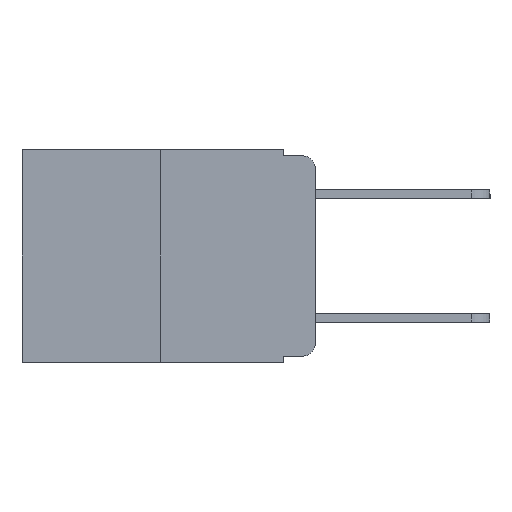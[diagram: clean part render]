
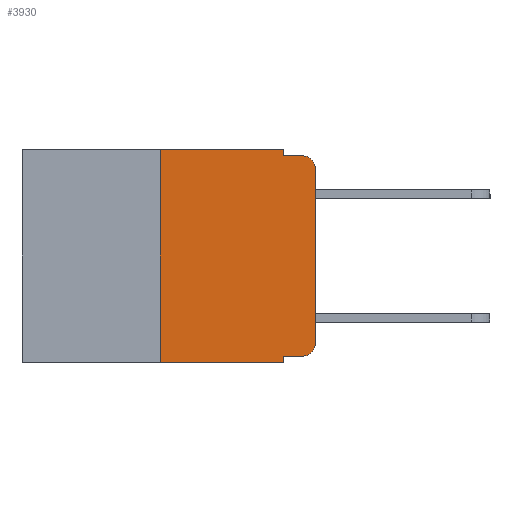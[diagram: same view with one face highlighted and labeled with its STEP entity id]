
A CAD part, left-side view. The second image highlights one B-rep face of the part: STEP entity #3930.
In plain terms, the highlighted planar face has unit normal (-1, 0, 0).
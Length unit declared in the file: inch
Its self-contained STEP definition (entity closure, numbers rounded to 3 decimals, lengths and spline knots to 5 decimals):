
#209 = EDGE_CURVE ( 'NONE', #7994, #11930, #13632, .T. ) ;
#243 = EDGE_CURVE ( 'NONE', #15715, #4910, #15637, .T. ) ;
#414 = ORIENTED_EDGE ( 'NONE', *, *, #13337, .F. ) ;
#745 = EDGE_CURVE ( 'NONE', #15715, #2021, #7916, .T. ) ;
#964 = EDGE_CURVE ( 'NONE', #2021, #11064, #5223, .T. ) ;
#982 = DIRECTION ( 'NONE',  ( 0., 0., -1. ) ) ;
#1253 = CARTESIAN_POINT ( 'NONE',  ( 0., 0., -0.03 ) ) ;
#1750 = CARTESIAN_POINT ( 'NONE',  ( 0., 0.02, -0.333 ) ) ;
#1834 = ORIENTED_EDGE ( 'NONE', *, *, #14815, .F. ) ;
#1862 = AXIS2_PLACEMENT_3D ( 'NONE', #16228, #9358, #982 ) ;
#2006 = CIRCLE ( 'NONE', #1862, 0.02 ) ;
#2021 = VERTEX_POINT ( 'NONE', #1750 ) ;
#2112 = ORIENTED_EDGE ( 'NONE', *, *, #11825, .F. ) ;
#2238 = VECTOR ( 'NONE', #3759, 39.37008 ) ;
#2445 = VECTOR ( 'NONE', #6210, 39.37008 ) ;
#2759 = CARTESIAN_POINT ( 'NONE',  ( 0., 0.25, -0.343 ) ) ;
#3123 = ORIENTED_EDGE ( 'NONE', *, *, #6819, .T. ) ;
#3331 = VECTOR ( 'NONE', #6591, 39.37008 ) ;
#3534 = ORIENTED_EDGE ( 'NONE', *, *, #14231, .T. ) ;
#3759 = DIRECTION ( 'NONE',  ( 0., 0., -1. ) ) ;
#3798 = CARTESIAN_POINT ( 'NONE',  ( 0., 0.051, -0.01 ) ) ;
#3884 = VECTOR ( 'NONE', #11636, 39.37008 ) ;
#3930 = ADVANCED_FACE ( 'NONE', ( #11751 ), #12853, .F. ) ;
#4135 = DIRECTION ( 'NONE',  ( -1., 0., 0. ) ) ;
#4221 = CARTESIAN_POINT ( 'NONE',  ( 0., 0.02, -0.313 ) ) ;
#4585 = VERTEX_POINT ( 'NONE', #3798 ) ;
#4692 = VERTEX_POINT ( 'NONE', #1253 ) ;
#4910 = VERTEX_POINT ( 'NONE', #7541 ) ;
#5223 = CIRCLE ( 'NONE', #10381, 0.02 ) ;
#5736 = CARTESIAN_POINT ( 'NONE',  ( 0., 0.051, -0.01 ) ) ;
#6210 = DIRECTION ( 'NONE',  ( 0., -1., 0. ) ) ;
#6317 = CARTESIAN_POINT ( 'NONE',  ( 0., 0., -0.313 ) ) ;
#6352 = DIRECTION ( 'NONE',  ( 0., 0., 1. ) ) ;
#6503 = ORIENTED_EDGE ( 'NONE', *, *, #209, .F. ) ;
#6543 = ORIENTED_EDGE ( 'NONE', *, *, #7097, .T. ) ;
#6591 = DIRECTION ( 'NONE',  ( 0., -1., 0. ) ) ;
#6617 = ORIENTED_EDGE ( 'NONE', *, *, #243, .F. ) ;
#6744 = CARTESIAN_POINT ( 'NONE',  ( 0., 0., 0. ) ) ;
#6819 = EDGE_CURVE ( 'NONE', #4692, #10094, #2006, .T. ) ;
#7054 = DIRECTION ( 'NONE',  ( 0., -1., 0. ) ) ;
#7097 = EDGE_CURVE ( 'NONE', #7994, #4910, #10042, .T. ) ;
#7541 = CARTESIAN_POINT ( 'NONE',  ( 0., 0.051, -0.343 ) ) ;
#7902 = ORIENTED_EDGE ( 'NONE', *, *, #964, .T. ) ;
#7916 = LINE ( 'NONE', #12167, #3884 ) ;
#7994 = VERTEX_POINT ( 'NONE', #2759 ) ;
#8107 = DIRECTION ( 'NONE',  ( 0., 0., 1. ) ) ;
#8314 = ORIENTED_EDGE ( 'NONE', *, *, #745, .T. ) ;
#8323 = CARTESIAN_POINT ( 'NONE',  ( 0., 0.051, 0. ) ) ;
#9358 = DIRECTION ( 'NONE',  ( -1., 0., 0. ) ) ;
#10020 = CARTESIAN_POINT ( 'NONE',  ( 0., 0.473, -0.343 ) ) ;
#10033 = CARTESIAN_POINT ( 'NONE',  ( 0., 0.02, -0.01 ) ) ;
#10042 = LINE ( 'NONE', #10020, #2445 ) ;
#10094 = VERTEX_POINT ( 'NONE', #10033 ) ;
#10381 = AXIS2_PLACEMENT_3D ( 'NONE', #4221, #4135, #12216 ) ;
#10545 = CARTESIAN_POINT ( 'NONE',  ( 0., 0.25, 0. ) ) ;
#10960 = VERTEX_POINT ( 'NONE', #15738 ) ;
#11064 = VERTEX_POINT ( 'NONE', #6317 ) ;
#11070 = EDGE_LOOP ( 'NONE', ( #3534, #3123, #2112, #1834, #414, #6503, #6543, #6617, #8314, #7902 ) ) ;
#11478 = AXIS2_PLACEMENT_3D ( 'NONE', #12802, #12923, #12906 ) ;
#11636 = DIRECTION ( 'NONE',  ( 0., -1., 0. ) ) ;
#11751 = FACE_OUTER_BOUND ( 'NONE', #11070, .T. ) ;
#11825 = EDGE_CURVE ( 'NONE', #4585, #10094, #16594, .T. ) ;
#11930 = VERTEX_POINT ( 'NONE', #12037 ) ;
#12001 = CARTESIAN_POINT ( 'NONE',  ( 0., 0.051, 0. ) ) ;
#12037 = CARTESIAN_POINT ( 'NONE',  ( 0., 0.25, 0. ) ) ;
#12167 = CARTESIAN_POINT ( 'NONE',  ( 0., 0.051, -0.333 ) ) ;
#12216 = DIRECTION ( 'NONE',  ( 0., 0., -1. ) ) ;
#12597 = VECTOR ( 'NONE', #16423, 39.37008 ) ;
#12674 = CARTESIAN_POINT ( 'NONE',  ( 0., 0.473, 0. ) ) ;
#12802 = CARTESIAN_POINT ( 'NONE',  ( 0., 0.473, 0. ) ) ;
#12853 = PLANE ( 'NONE',  #11478 ) ;
#12906 = DIRECTION ( 'NONE',  ( 0., 0., -1. ) ) ;
#12923 = DIRECTION ( 'NONE',  ( 1., 0., 0. ) ) ;
#13274 = VECTOR ( 'NONE', #6352, 39.37008 ) ;
#13314 = VECTOR ( 'NONE', #8107, 39.37008 ) ;
#13337 = EDGE_CURVE ( 'NONE', #11930, #10960, #15335, .T. ) ;
#13557 = VECTOR ( 'NONE', #7054, 39.37008 ) ;
#13632 = LINE ( 'NONE', #10545, #13274 ) ;
#13680 = LINE ( 'NONE', #6744, #13314 ) ;
#14231 = EDGE_CURVE ( 'NONE', #11064, #4692, #13680, .T. ) ;
#14815 = EDGE_CURVE ( 'NONE', #10960, #4585, #15661, .T. ) ;
#15335 = LINE ( 'NONE', #12674, #3331 ) ;
#15637 = LINE ( 'NONE', #12001, #2238 ) ;
#15661 = LINE ( 'NONE', #8323, #12597 ) ;
#15715 = VERTEX_POINT ( 'NONE', #16516 ) ;
#15738 = CARTESIAN_POINT ( 'NONE',  ( 0., 0.051, 0. ) ) ;
#16228 = CARTESIAN_POINT ( 'NONE',  ( 0., 0.02, -0.03 ) ) ;
#16423 = DIRECTION ( 'NONE',  ( 0., 0., -1. ) ) ;
#16516 = CARTESIAN_POINT ( 'NONE',  ( 0., 0.051, -0.333 ) ) ;
#16594 = LINE ( 'NONE', #5736, #13557 ) ;
